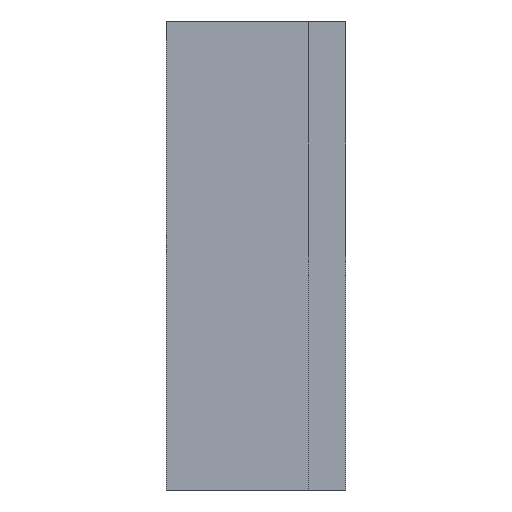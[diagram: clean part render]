
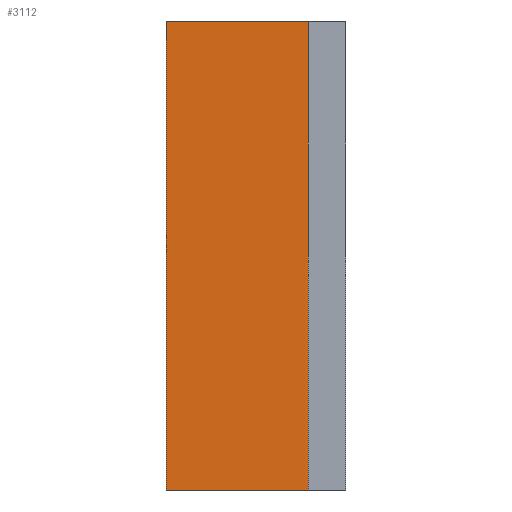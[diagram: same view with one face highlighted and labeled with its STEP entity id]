
A CAD part, left-side view. The second image highlights one B-rep face of the part: STEP entity #3112.
In plain terms, the highlighted planar face has unit normal (-1, 0, 0).
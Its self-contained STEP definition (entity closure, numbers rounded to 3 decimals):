
#13 = AXIS2_PLACEMENT_3D ( 'NONE', #4271, #3814, #1630 ) ;
#16 = CARTESIAN_POINT ( 'NONE',  ( -1.5, 0.2, 1.25 ) ) ;
#65 = EDGE_CURVE ( 'NONE', #1355, #583, #1555, .T. ) ;
#67 = DIRECTION ( 'NONE',  ( 0., 0., -1. ) ) ;
#199 = ORIENTED_EDGE ( 'NONE', *, *, #2929, .F. ) ;
#229 = ORIENTED_EDGE ( 'NONE', *, *, #4456, .T. ) ;
#359 = EDGE_LOOP ( 'NONE', ( #1599, #199, #1629, #229 ) ) ;
#583 = VERTEX_POINT ( 'NONE', #4320 ) ;
#1011 = CARTESIAN_POINT ( 'NONE',  ( -1.5, 0.2, 1.25 ) ) ;
#1013 = VERTEX_POINT ( 'NONE', #4307 ) ;
#1355 = VERTEX_POINT ( 'NONE', #4696 ) ;
#1372 = VECTOR ( 'NONE', #67, 1000. ) ;
#1515 = VERTEX_POINT ( 'NONE', #16 ) ;
#1555 = LINE ( 'NONE', #3827, #3439 ) ;
#1599 = ORIENTED_EDGE ( 'NONE', *, *, #3387, .F. ) ;
#1629 = ORIENTED_EDGE ( 'NONE', *, *, #65, .F. ) ;
#1630 = DIRECTION ( 'NONE',  ( 0., 0., -1. ) ) ;
#2506 = PLANE ( 'NONE',  #13 ) ;
#2787 = LINE ( 'NONE', #4092, #4589 ) ;
#2885 = LINE ( 'NONE', #4259, #4756 ) ;
#2929 = EDGE_CURVE ( 'NONE', #583, #1515, #2787, .T. ) ;
#3112 = ADVANCED_FACE ( 'NONE', ( #4925 ), #2506, .F. ) ;
#3226 = LINE ( 'NONE', #1011, #1372 ) ;
#3387 = EDGE_CURVE ( 'NONE', #1515, #1013, #3226, .T. ) ;
#3439 = VECTOR ( 'NONE', #4768, 1000. ) ;
#3814 = DIRECTION ( 'NONE',  ( 1., 0., 0. ) ) ;
#3827 = CARTESIAN_POINT ( 'NONE',  ( -1.5, 0.96, 1.25 ) ) ;
#4092 = CARTESIAN_POINT ( 'NONE',  ( -1.5, 5.825, 1.25 ) ) ;
#4259 = CARTESIAN_POINT ( 'NONE',  ( -1.5, 5.825, -1.25 ) ) ;
#4271 = CARTESIAN_POINT ( 'NONE',  ( -1.5, 5.825, 1.25 ) ) ;
#4307 = CARTESIAN_POINT ( 'NONE',  ( -1.5, 0.2, -1.25 ) ) ;
#4320 = CARTESIAN_POINT ( 'NONE',  ( -1.5, 0.96, 1.25 ) ) ;
#4456 = EDGE_CURVE ( 'NONE', #1355, #1013, #2885, .T. ) ;
#4589 = VECTOR ( 'NONE', #5059, 1000. ) ;
#4696 = CARTESIAN_POINT ( 'NONE',  ( -1.5, 0.96, -1.25 ) ) ;
#4756 = VECTOR ( 'NONE', #5537, 1000. ) ;
#4768 = DIRECTION ( 'NONE',  ( 0., 0., 1. ) ) ;
#4925 = FACE_OUTER_BOUND ( 'NONE', #359, .T. ) ;
#5059 = DIRECTION ( 'NONE',  ( 0., -1., 0. ) ) ;
#5537 = DIRECTION ( 'NONE',  ( 0., -1., 0. ) ) ;
